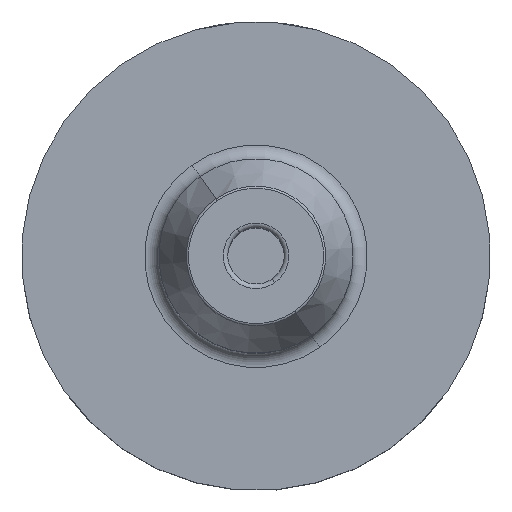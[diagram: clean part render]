
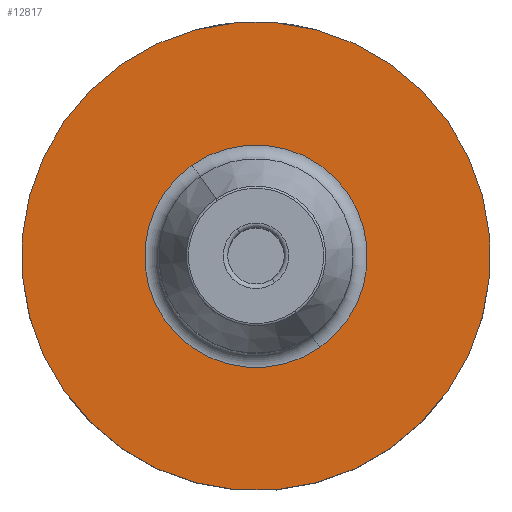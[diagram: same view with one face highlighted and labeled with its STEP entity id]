
A CAD part, top view. The second image highlights one B-rep face of the part: STEP entity #12817.
In plain terms, the highlighted planar face has unit normal (0, 0, 1).
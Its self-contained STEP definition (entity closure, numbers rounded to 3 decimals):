
#288=CARTESIAN_POINT('',(0.,0.,28.95));
#289=DIRECTION('',(0.,0.,1.));
#290=DIRECTION('',(-0.574,0.819,0.));
#291=AXIS2_PLACEMENT_3D('',#288,#289,#290);
#296=CARTESIAN_POINT('',(0.,0.,28.95));
#297=DIRECTION('',(0.,0.,-1.));
#298=DIRECTION('',(-0.574,0.819,0.));
#299=AXIS2_PLACEMENT_3D('',#296,#297,#298);
#318=CARTESIAN_POINT('',(0.,0.,28.95));
#319=DIRECTION('',(0.,0.,-1.));
#320=DIRECTION('',(-0.574,0.819,0.));
#321=AXIS2_PLACEMENT_3D('',#318,#319,#320);
#326=CARTESIAN_POINT('',(0.,0.,28.95));
#327=DIRECTION('',(0.,0.,1.));
#328=DIRECTION('',(-0.574,0.819,0.));
#329=AXIS2_PLACEMENT_3D('',#326,#327,#328);
#12388=CARTESIAN_POINT('',(-13.622,19.455,28.95));
#12389=VERTEX_POINT('',#12388);
#12390=CARTESIAN_POINT('',(-28.679,40.958,28.95));
#12392=VERTEX_POINT('',#12390);
#12460=CARTESIAN_POINT('',(13.622,-19.455,28.95));
#12461=VERTEX_POINT('',#12460);
#12462=CARTESIAN_POINT('',(28.679,-40.958,28.95));
#12464=VERTEX_POINT('',#12462);
#12802=CARTESIAN_POINT('',(0.,0.,28.95));
#12803=DIRECTION('',(0.,0.,1.));
#12804=DIRECTION('',(0.574,-0.819,0.));
#12805=AXIS2_PLACEMENT_3D('',#12802,#12803,#12804);
#12806=PLANE('',#12805);
#12808=ORIENTED_EDGE('',*,*,#12807,.T.);
#12810=ORIENTED_EDGE('',*,*,#12809,.F.);
#12811=EDGE_LOOP('',(#12808,#12810));
#12812=FACE_OUTER_BOUND('',#12811,.F.);
#12813=ORIENTED_EDGE('',*,*,#12784,.T.);
#12814=ORIENTED_EDGE('',*,*,#12795,.F.);
#12815=EDGE_LOOP('',(#12813,#12814));
#12816=FACE_BOUND('',#12815,.F.);
#12817=ADVANCED_FACE('',(#12812,#12816),#12806,.T.);
#292=CIRCLE('',#291,23.75);
#300=CIRCLE('',#299,23.75);
#322=CIRCLE('',#321,50.);
#330=CIRCLE('',#329,50.);
#12784=EDGE_CURVE('',#12389,#12461,#292,.T.);
#12795=EDGE_CURVE('',#12389,#12461,#300,.T.);
#12807=EDGE_CURVE('',#12392,#12464,#322,.T.);
#12809=EDGE_CURVE('',#12392,#12464,#330,.T.);
